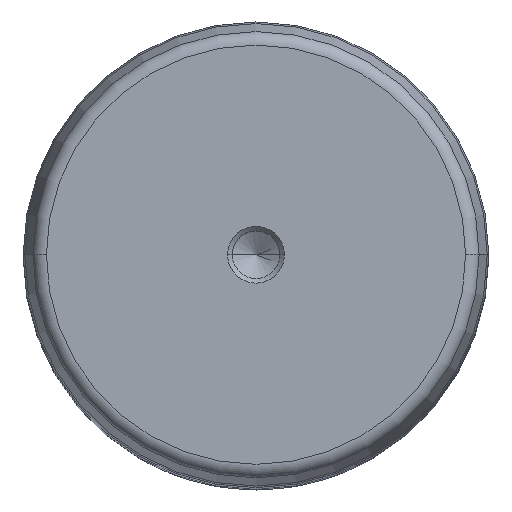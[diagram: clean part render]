
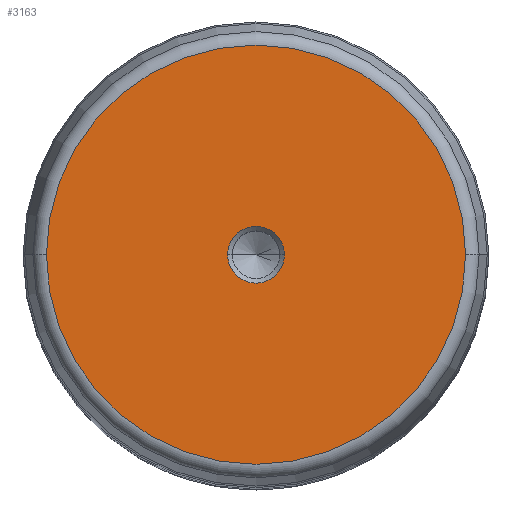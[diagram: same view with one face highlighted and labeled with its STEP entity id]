
A CAD part, top view. The second image highlights one B-rep face of the part: STEP entity #3163.
In plain terms, the highlighted planar face has unit normal (0, 0, 1).
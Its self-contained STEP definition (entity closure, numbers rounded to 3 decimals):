
#199 = DIRECTION ( 'NONE',  ( 1., 0., 0. ) ) ;
#280 = FACE_BOUND ( 'NONE', #3472, .T. ) ;
#452 = CARTESIAN_POINT ( 'NONE',  ( 0., 0., 315. ) ) ;
#485 = DIRECTION ( 'NONE',  ( 1., 0., 0. ) ) ;
#629 = ORIENTED_EDGE ( 'NONE', *, *, #1812, .T. ) ;
#641 = CIRCLE ( 'NONE', #1787, 45.019 ) ;
#655 = AXIS2_PLACEMENT_3D ( 'NONE', #1028, #1019, #2935 ) ;
#717 = PLANE ( 'NONE',  #1209 ) ;
#720 = EDGE_CURVE ( 'NONE', #803, #1316, #1897, .T. ) ;
#728 = DIRECTION ( 'NONE',  ( 0., 0., 1. ) ) ;
#772 = ORIENTED_EDGE ( 'NONE', *, *, #3153, .T. ) ;
#798 = FACE_OUTER_BOUND ( 'NONE', #1849, .T. ) ;
#803 = VERTEX_POINT ( 'NONE', #3335 ) ;
#805 = CARTESIAN_POINT ( 'NONE',  ( 0., 0., 315. ) ) ;
#919 = CARTESIAN_POINT ( 'NONE',  ( -45.019, 0., 315. ) ) ;
#1019 = DIRECTION ( 'NONE',  ( 0., 0., 1. ) ) ;
#1028 = CARTESIAN_POINT ( 'NONE',  ( 0., 0., 315. ) ) ;
#1069 = ORIENTED_EDGE ( 'NONE', *, *, #1889, .T. ) ;
#1209 = AXIS2_PLACEMENT_3D ( 'NONE', #452, #728, #485 ) ;
#1316 = VERTEX_POINT ( 'NONE', #2503 ) ;
#1620 = CIRCLE ( 'NONE', #655, 45.019 ) ;
#1636 = CARTESIAN_POINT ( 'NONE',  ( 0., 0., 315. ) ) ;
#1645 = DIRECTION ( 'NONE',  ( 0., 0., 1. ) ) ;
#1787 = AXIS2_PLACEMENT_3D ( 'NONE', #805, #1645, #3552 ) ;
#1806 = CARTESIAN_POINT ( 'NONE',  ( 45.019, 0., 315. ) ) ;
#1812 = EDGE_CURVE ( 'NONE', #1316, #803, #2280, .T. ) ;
#1849 = EDGE_LOOP ( 'NONE', ( #772, #1069 ) ) ;
#1889 = EDGE_CURVE ( 'NONE', #3058, #2427, #641, .T. ) ;
#1897 = CIRCLE ( 'NONE', #2150, 6.1 ) ;
#2150 = AXIS2_PLACEMENT_3D ( 'NONE', #1636, #2497, #3286 ) ;
#2280 = CIRCLE ( 'NONE', #3264, 6.1 ) ;
#2411 = CARTESIAN_POINT ( 'NONE',  ( 0., 0., 315. ) ) ;
#2427 = VERTEX_POINT ( 'NONE', #1806 ) ;
#2497 = DIRECTION ( 'NONE',  ( 0., 0., -1. ) ) ;
#2503 = CARTESIAN_POINT ( 'NONE',  ( -6.1, 0., 315. ) ) ;
#2696 = ORIENTED_EDGE ( 'NONE', *, *, #720, .T. ) ;
#2935 = DIRECTION ( 'NONE',  ( 1., 0., 0. ) ) ;
#3058 = VERTEX_POINT ( 'NONE', #919 ) ;
#3153 = EDGE_CURVE ( 'NONE', #2427, #3058, #1620, .T. ) ;
#3163 = ADVANCED_FACE ( 'NONE', ( #798, #280 ), #717, .T. ) ;
#3264 = AXIS2_PLACEMENT_3D ( 'NONE', #2411, #3479, #199 ) ;
#3286 = DIRECTION ( 'NONE',  ( 1., 0., 0. ) ) ;
#3335 = CARTESIAN_POINT ( 'NONE',  ( 6.1, 0., 315. ) ) ;
#3472 = EDGE_LOOP ( 'NONE', ( #2696, #629 ) ) ;
#3479 = DIRECTION ( 'NONE',  ( 0., 0., -1. ) ) ;
#3552 = DIRECTION ( 'NONE',  ( 1., 0., 0. ) ) ;
